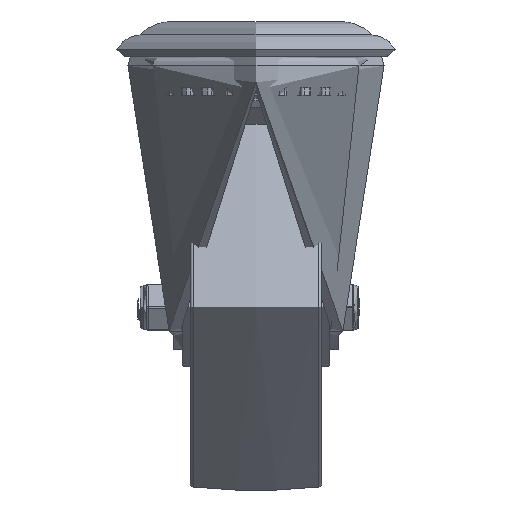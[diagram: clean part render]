
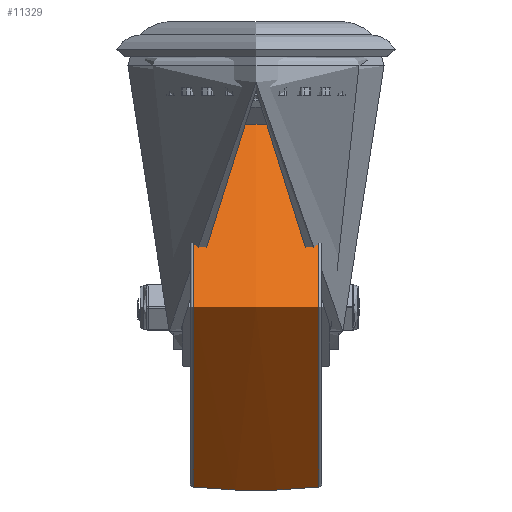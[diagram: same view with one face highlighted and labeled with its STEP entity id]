
A CAD part, left-side view. The second image highlights one B-rep face of the part: STEP entity #11329.
In plain terms, the highlighted free-form (B-spline) face has degree [2, 2] with [3, 9] control points.
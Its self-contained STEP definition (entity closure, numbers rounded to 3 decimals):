
#44=(
BOUNDED_SURFACE()
B_SPLINE_SURFACE(2,2,((#20154,#20155,#20156,#20157,#20158,#20159,#20160,
#20161,#20162),(#20163,#20164,#20165,#20166,#20167,#20168,#20169,#20170,
#20171),(#20172,#20173,#20174,#20175,#20176,#20177,#20178,#20179,#20180)),
 .UNSPECIFIED.,.F.,.T.,.F.)
B_SPLINE_SURFACE_WITH_KNOTS((3,3),(3,2,2,2,3),(-0.105,0.105),
(-3.142,-1.571,0.,1.571,3.142),
 .UNSPECIFIED.)
GEOMETRIC_REPRESENTATION_ITEM()
RATIONAL_B_SPLINE_SURFACE(((1.,0.707,1.,0.707,1.,
0.707,1.,0.707,1.),(0.994,0.703,
0.994,0.703,0.994,0.703,
0.994,0.703,0.994),(1.,0.707,
1.,0.707,1.,0.707,1.,0.707,1.)))
REPRESENTATION_ITEM('')
SURFACE()
);
#3309=FACE_OUTER_BOUND('',#3979,.T.);
#3979=EDGE_LOOP('',(#9471,#9472,#9473,#9474));
#4583=CIRCLE('',#12398,49.097);
#4585=CIRCLE('',#12400,49.097);
#4586=CIRCLE('',#12401,162.5);
#5442=VERTEX_POINT('',#20151);
#5443=VERTEX_POINT('',#20181);
#6841=EDGE_CURVE('',#5442,#5442,#4583,.T.);
#6843=EDGE_CURVE('',#5443,#5443,#4585,.T.);
#6844=EDGE_CURVE('',#5443,#5442,#4586,.T.);
#9471=ORIENTED_EDGE('',*,*,#6843,.F.);
#9472=ORIENTED_EDGE('',*,*,#6844,.T.);
#9473=ORIENTED_EDGE('',*,*,#6841,.T.);
#9474=ORIENTED_EDGE('',*,*,#6844,.F.);
#11329=ADVANCED_FACE('',(#3309),#44,.F.);
#12398=AXIS2_PLACEMENT_3D('',#20152,#14828,#14829);
#12400=AXIS2_PLACEMENT_3D('',#20182,#14832,#14833);
#12401=AXIS2_PLACEMENT_3D('',#20183,#14834,#14835);
#14828=DIRECTION('center_axis',(0.,1.,0.));
#14829=DIRECTION('ref_axis',(1.,0.,0.));
#14832=DIRECTION('center_axis',(0.,1.,0.));
#14833=DIRECTION('ref_axis',(1.,0.,0.));
#14834=DIRECTION('center_axis',(-1.,0.,0.));
#14835=DIRECTION('ref_axis',(0.,0.,-1.));
#20151=CARTESIAN_POINT('',(0.,-17.105,-49.097));
#20152=CARTESIAN_POINT('Origin',(0.,-17.105,0.));
#20154=CARTESIAN_POINT('Ctrl Pts',(0.,-17.105,-49.097));
#20155=CARTESIAN_POINT('Ctrl Pts',(-49.097,-17.105,
-49.097));
#20156=CARTESIAN_POINT('Ctrl Pts',(-49.097,-17.105,
0.));
#20157=CARTESIAN_POINT('Ctrl Pts',(-49.097,-17.105,
49.097));
#20158=CARTESIAN_POINT('Ctrl Pts',(0.,-17.105,49.097));
#20159=CARTESIAN_POINT('Ctrl Pts',(49.097,-17.105,49.097));
#20160=CARTESIAN_POINT('Ctrl Pts',(49.097,-17.105,0.));
#20161=CARTESIAN_POINT('Ctrl Pts',(49.097,-17.105,-49.097));
#20162=CARTESIAN_POINT('Ctrl Pts',(0.,-17.105,-49.097));
#20163=CARTESIAN_POINT('Ctrl Pts',(0.,0.,-50.908));
#20164=CARTESIAN_POINT('Ctrl Pts',(-50.908,0.,
-50.908));
#20165=CARTESIAN_POINT('Ctrl Pts',(-50.908,0.,
0.));
#20166=CARTESIAN_POINT('Ctrl Pts',(-50.908,0.,
50.908));
#20167=CARTESIAN_POINT('Ctrl Pts',(0.,0.,50.908));
#20168=CARTESIAN_POINT('Ctrl Pts',(50.908,0.,
50.908));
#20169=CARTESIAN_POINT('Ctrl Pts',(50.908,0.,
0.));
#20170=CARTESIAN_POINT('Ctrl Pts',(50.908,0.,
-50.908));
#20171=CARTESIAN_POINT('Ctrl Pts',(0.,0.,-50.908));
#20172=CARTESIAN_POINT('Ctrl Pts',(0.,17.105,-49.097));
#20173=CARTESIAN_POINT('Ctrl Pts',(-49.097,17.105,-49.097));
#20174=CARTESIAN_POINT('Ctrl Pts',(-49.097,17.105,0.));
#20175=CARTESIAN_POINT('Ctrl Pts',(-49.097,17.105,49.097));
#20176=CARTESIAN_POINT('Ctrl Pts',(0.,17.105,49.097));
#20177=CARTESIAN_POINT('Ctrl Pts',(49.097,17.105,49.097));
#20178=CARTESIAN_POINT('Ctrl Pts',(49.097,17.105,0.));
#20179=CARTESIAN_POINT('Ctrl Pts',(49.097,17.105,-49.097));
#20180=CARTESIAN_POINT('Ctrl Pts',(0.,17.105,-49.097));
#20181=CARTESIAN_POINT('',(0.,17.105,-49.097));
#20182=CARTESIAN_POINT('Origin',(0.,17.105,0.));
#20183=CARTESIAN_POINT('Origin',(0.,0.,
112.5));
